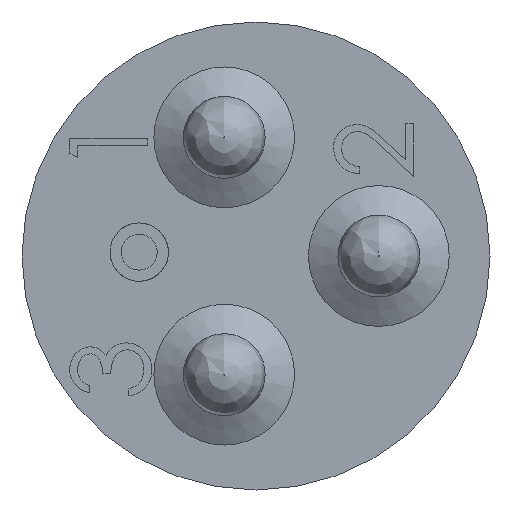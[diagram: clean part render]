
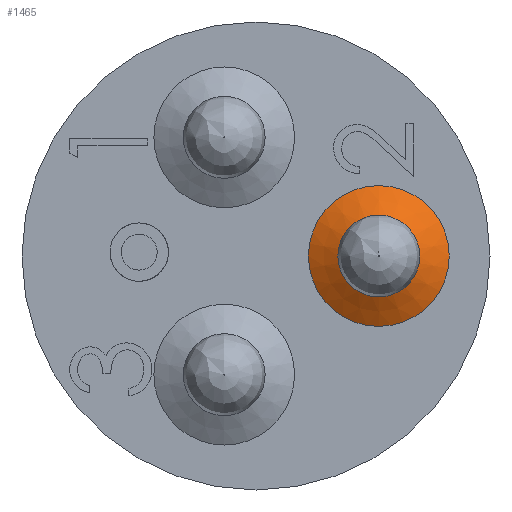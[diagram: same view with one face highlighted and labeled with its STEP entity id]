
A CAD part, left-side view. The second image highlights one B-rep face of the part: STEP entity #1465.
In plain terms, the highlighted conical face has half-angle 59 degrees and reference radius 1.331 mm.
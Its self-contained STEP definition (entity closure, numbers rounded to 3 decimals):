
#100=CONICAL_SURFACE('',#1603,1.331,1.03);
#112=LINE('',#2257,#197);
#197=VECTOR('',#1824,1.331);
#308=FACE_OUTER_BOUND('',#389,.T.);
#389=EDGE_LOOP('',(#993,#994,#995,#996,#997));
#476=CIRCLE('',#1569,1.389);
#502=CIRCLE('',#1604,2.388);
#503=CIRCLE('',#1605,2.388);
#563=VERTEX_POINT('',#2109);
#586=VERTEX_POINT('',#2253);
#587=VERTEX_POINT('',#2254);
#716=EDGE_CURVE('',#563,#563,#476,.T.);
#747=EDGE_CURVE('',#586,#587,#502,.T.);
#748=EDGE_CURVE('',#587,#586,#503,.T.);
#749=EDGE_CURVE('',#587,#563,#112,.T.);
#993=ORIENTED_EDGE('',*,*,#747,.F.);
#994=ORIENTED_EDGE('',*,*,#748,.F.);
#995=ORIENTED_EDGE('',*,*,#749,.T.);
#996=ORIENTED_EDGE('',*,*,#716,.T.);
#997=ORIENTED_EDGE('',*,*,#749,.F.);
#1465=ADVANCED_FACE('',(#308),#100,.T.);
#1569=AXIS2_PLACEMENT_3D('',#2110,#1745,#1746);
#1603=AXIS2_PLACEMENT_3D('',#2252,#1818,#1819);
#1604=AXIS2_PLACEMENT_3D('',#2255,#1820,#1821);
#1605=AXIS2_PLACEMENT_3D('',#2256,#1822,#1823);
#1745=DIRECTION('center_axis',(1.,0.,0.));
#1746=DIRECTION('ref_axis',(0.,0.,-1.));
#1818=DIRECTION('center_axis',(1.,0.,0.));
#1819=DIRECTION('ref_axis',(0.,0.,-1.));
#1820=DIRECTION('center_axis',(1.,0.,0.));
#1821=DIRECTION('ref_axis',(0.,0.,1.));
#1822=DIRECTION('center_axis',(1.,0.,0.));
#1823=DIRECTION('ref_axis',(0.,0.,1.));
#1824=DIRECTION('',(-0.515,0.,-0.857));
#2109=CARTESIAN_POINT('',(-26.965,-4.166,1.389));
#2110=CARTESIAN_POINT('Origin',(-26.965,-4.166,0.));
#2252=CARTESIAN_POINT('Origin',(-27.,-4.166,0.));
#2253=CARTESIAN_POINT('',(-26.365,-4.166,-2.388));
#2254=CARTESIAN_POINT('',(-26.365,-4.166,2.388));
#2255=CARTESIAN_POINT('Origin',(-26.365,-4.166,0.));
#2256=CARTESIAN_POINT('Origin',(-26.365,-4.166,0.));
#2257=CARTESIAN_POINT('',(-27.,-4.166,1.331));
